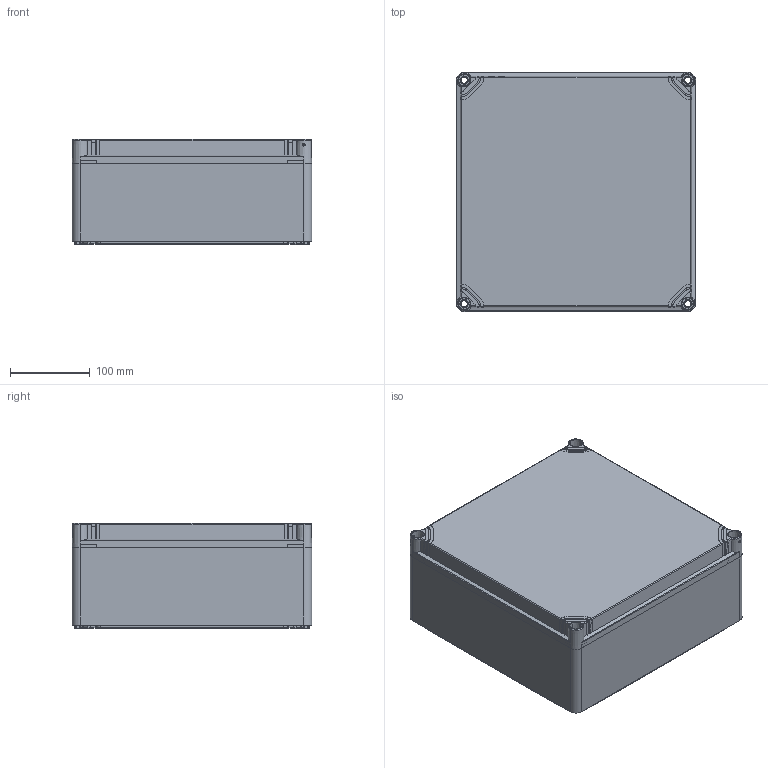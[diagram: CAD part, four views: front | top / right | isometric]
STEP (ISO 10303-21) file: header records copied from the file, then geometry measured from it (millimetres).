
FILE_DESCRIPTION(('CATIA V5R24 STEP','CAx-IF Rec.Pracs.--- Model Styling and Organization---1.2---2011-12-15'),'2;1');
FILE_NAME ('D1465078_0_9535740000_9535740000.stp','2018-08-27T11:08:43+00:00',('none'),('Weidmueller'),'CATIA Version 5-6 Release 2014 SP4 HF52','CATIA V5 STEP AP214','none');
FILE_SCHEMA(('AUTOMOTIVE_DESIGN { 1 0 10303 214 1 1 1 1 }'));
Products named in the file (1): FPC_30-30-13_trsp
Bounding box: 300 x 300 x 132 mm (x, y, z)
Volume: 1496889.7 mm3; surface area: 769475.7 mm2
Topology: 2 solids, 2 shells, 1731 faces, 4421 edges, 2824 vertices
Faces by surface type: plane 829, cylinder 483, cone 271, torus 92, extrusion 32, bspline 24
Entity records: 54253 total; most frequent: CARTESIAN_POINT 14558, ORIENTED_EDGE 8842, DIRECTION 6774, EDGE_CURVE 4421, VERTEX_POINT 2824, AXIS2_PLACEMENT_3D 2811, VECTOR 2533, LINE 2501
